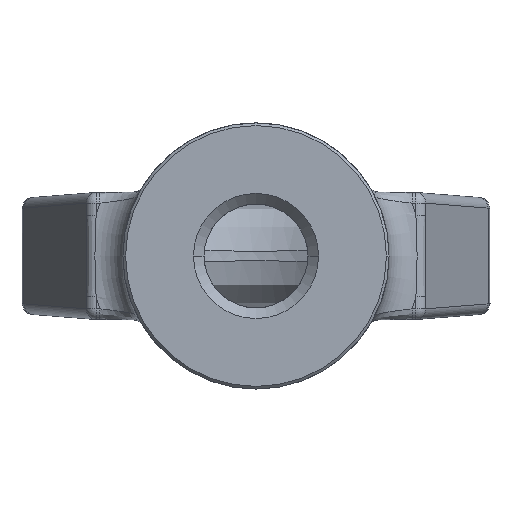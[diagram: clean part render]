
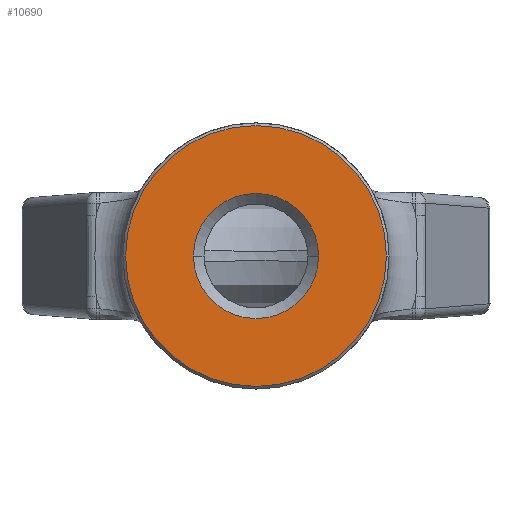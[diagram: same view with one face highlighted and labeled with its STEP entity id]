
A CAD part, front view. The second image highlights one B-rep face of the part: STEP entity #10690.
In plain terms, the highlighted planar face has unit normal (0, -1, 0).
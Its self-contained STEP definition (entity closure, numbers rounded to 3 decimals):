
#2165=CARTESIAN_POINT('',(0.,-86.,0.));
#2166=DIRECTION('',(0.,-1.,0.));
#2167=DIRECTION('',(-1.,0.,0.));
#2168=AXIS2_PLACEMENT_3D('',#2165,#2166,#2167);
#2170=CARTESIAN_POINT('',(0.,-86.,0.));
#2171=DIRECTION('',(0.,1.,0.));
#2172=DIRECTION('',(-1.,0.,0.));
#2173=AXIS2_PLACEMENT_3D('',#2170,#2171,#2172);
#2175=CARTESIAN_POINT('',(0.,-86.,0.));
#2176=DIRECTION('',(0.,-1.,0.));
#2177=DIRECTION('',(-1.,0.,0.));
#2178=AXIS2_PLACEMENT_3D('',#2175,#2176,#2177);
#2180=CARTESIAN_POINT('',(0.,-86.,0.));
#2181=DIRECTION('',(0.,-1.,0.));
#2182=DIRECTION('',(1.,0.,0.));
#2183=AXIS2_PLACEMENT_3D('',#2180,#2181,#2182);
#6644=CARTESIAN_POINT('',(-49.,-86.,0.));
#6645=VERTEX_POINT('',#6644);
#6646=CARTESIAN_POINT('',(49.,-86.,0.));
#6647=VERTEX_POINT('',#6646);
#6652=CARTESIAN_POINT('',(-23.5,-86.,0.));
#6653=CARTESIAN_POINT('',(23.5,-86.,0.));
#6654=VERTEX_POINT('',#6652);
#6655=VERTEX_POINT('',#6653);
#10674=CARTESIAN_POINT('',(0.,-86.,0.));
#10675=DIRECTION('',(0.,1.,0.));
#10676=DIRECTION('',(1.,0.,0.));
#10677=AXIS2_PLACEMENT_3D('',#10674,#10675,#10676);
#10678=PLANE('',#10677);
#10680=ORIENTED_EDGE('',*,*,#10679,.F.);
#10682=ORIENTED_EDGE('',*,*,#10681,.T.);
#10683=EDGE_LOOP('',(#10680,#10682));
#10684=FACE_OUTER_BOUND('',#10683,.F.);
#10686=ORIENTED_EDGE('',*,*,#10685,.T.);
#10687=ORIENTED_EDGE('',*,*,#10664,.T.);
#10688=EDGE_LOOP('',(#10686,#10687));
#10689=FACE_BOUND('',#10688,.F.);
#10690=ADVANCED_FACE('',(#10684,#10689),#10678,.F.);
#2169=CIRCLE('',#2168,49.);
#2174=CIRCLE('',#2173,49.);
#2179=CIRCLE('',#2178,23.5);
#2184=CIRCLE('',#2183,23.5);
#10664=EDGE_CURVE('',#6655,#6654,#2184,.T.);
#10679=EDGE_CURVE('',#6645,#6647,#2169,.T.);
#10681=EDGE_CURVE('',#6645,#6647,#2174,.T.);
#10685=EDGE_CURVE('',#6654,#6655,#2179,.T.);
